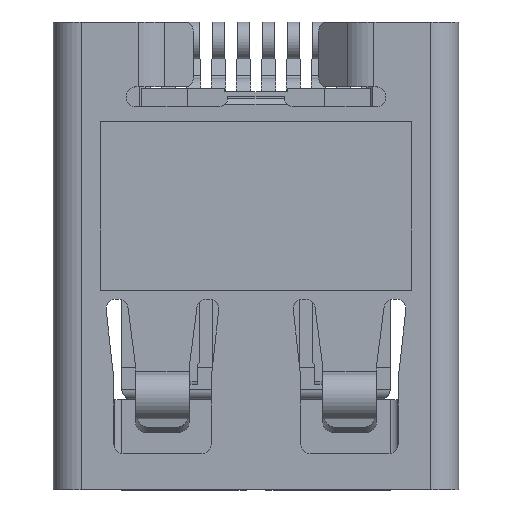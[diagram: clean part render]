
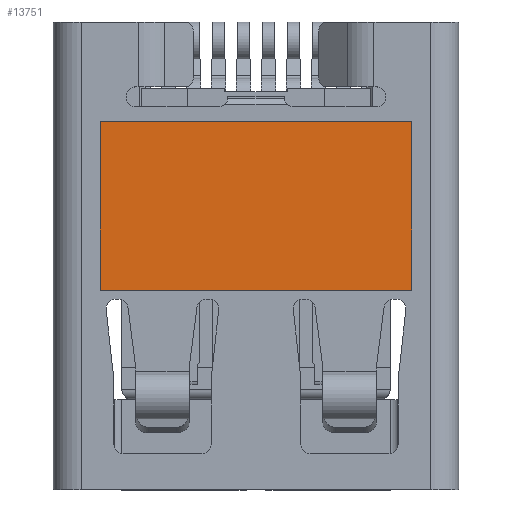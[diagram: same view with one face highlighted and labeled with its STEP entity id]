
A CAD part, top view. The second image highlights one B-rep face of the part: STEP entity #13751.
In plain terms, the highlighted planar face has unit normal (0, 0, 1).
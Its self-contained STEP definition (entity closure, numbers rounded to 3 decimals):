
#13661 = VERTEX_POINT('',#13662);
#13662 = CARTESIAN_POINT('',(2.5,3.503,2.957));
#13668 = EDGE_CURVE('',#13661,#13669,#13671,.T.);
#13669 = VERTEX_POINT('',#13670);
#13670 = CARTESIAN_POINT('',(-2.5,3.503,2.957));
#13671 = LINE('',#13672,#13673);
#13672 = CARTESIAN_POINT('',(2.5,3.503,2.957));
#13673 = VECTOR('',#13674,1.);
#13674 = DIRECTION('',(-1.,0.,0.));
#13692 = VERTEX_POINT('',#13693);
#13693 = CARTESIAN_POINT('',(2.5,0.803,2.957));
#13699 = EDGE_CURVE('',#13692,#13661,#13700,.T.);
#13700 = LINE('',#13701,#13702);
#13701 = CARTESIAN_POINT('',(2.5,0.803,2.957));
#13702 = VECTOR('',#13703,1.);
#13703 = DIRECTION('',(0.,1.,0.));
#13716 = VERTEX_POINT('',#13717);
#13717 = CARTESIAN_POINT('',(-2.5,0.803,2.957));
#13723 = EDGE_CURVE('',#13716,#13692,#13724,.T.);
#13724 = LINE('',#13725,#13726);
#13725 = CARTESIAN_POINT('',(-2.5,0.803,2.957));
#13726 = VECTOR('',#13727,1.);
#13727 = DIRECTION('',(1.,0.,0.));
#13740 = EDGE_CURVE('',#13669,#13716,#13741,.T.);
#13741 = LINE('',#13742,#13743);
#13742 = CARTESIAN_POINT('',(-2.5,3.503,2.957));
#13743 = VECTOR('',#13744,1.);
#13744 = DIRECTION('',(0.,-1.,0.));
#13751 = ADVANCED_FACE('',(#13752),#13758,.T.);
#13752 = FACE_BOUND('',#13753,.F.);
#13753 = EDGE_LOOP('',(#13754,#13755,#13756,#13757));
#13754 = ORIENTED_EDGE('',*,*,#13668,.F.);
#13755 = ORIENTED_EDGE('',*,*,#13699,.F.);
#13756 = ORIENTED_EDGE('',*,*,#13723,.F.);
#13757 = ORIENTED_EDGE('',*,*,#13740,.F.);
#13758 = PLANE('',#13759);
#13759 = AXIS2_PLACEMENT_3D('',#13760,#13761,#13762);
#13760 = CARTESIAN_POINT('',(0.,1.353,2.957));
#13761 = DIRECTION('',(0.,0.,1.));
#13762 = DIRECTION('',(0.,-1.,0.));
